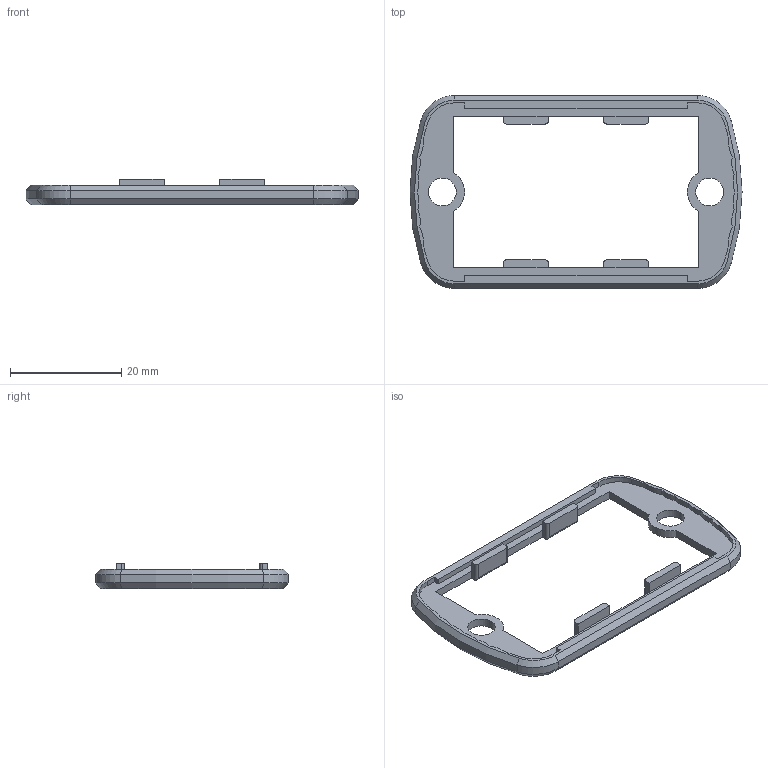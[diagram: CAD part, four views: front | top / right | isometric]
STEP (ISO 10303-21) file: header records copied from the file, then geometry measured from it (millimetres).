
FILE_DESCRIPTION((''),'2;1');
FILE_NAME('84200614.stp','2009-05-13T13:51:07',(''),(''),'Mechanical Desktop 2007','Mechanical Desktop 2007',', , ');
FILE_SCHEMA(('CONFIG_CONTROL_DESIGN'));
Length unit declared in the file: millimetre
Products named in the file (3): ZEICHNUNG2; 1004111_3DSYM; PART1
Assembly tree (2 placements, depth 3):
  ZEICHNUNG2
    1004111_3DSYM
      PART1
Bounding box: 59.6 x 34.6 x 4.5 mm (x, y, z)
Volume: 1663.6 mm3; surface area: 2758.3 mm2
Topology: 1 solids, 1 shells, 114 faces, 298 edges, 188 vertices
Faces by surface type: plane 52, cylinder 50, cone 12
Entity records: 3625 total; most frequent: DIRECTION 636, CARTESIAN_POINT 603, ORIENTED_EDGE 596, EDGE_CURVE 298, AXIS2_PLACEMENT_3D 221, VECTOR 194, LINE 194, VERTEX_POINT 188
